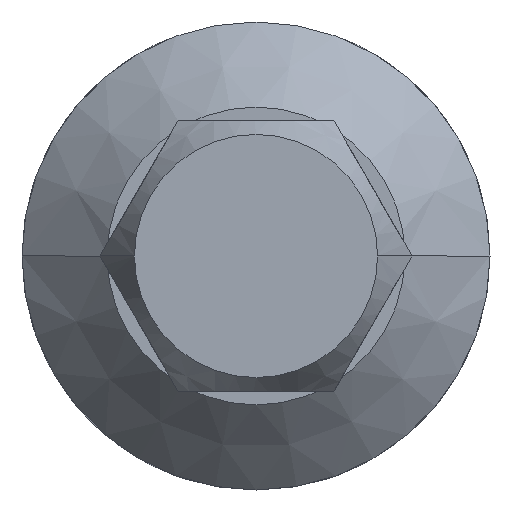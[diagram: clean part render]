
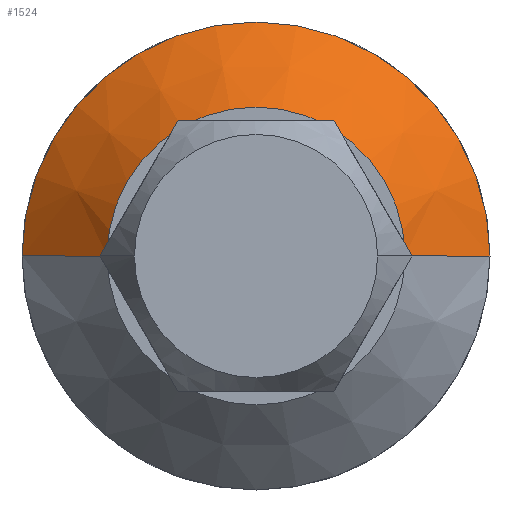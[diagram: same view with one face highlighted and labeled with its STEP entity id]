
A CAD part, front view. The second image highlights one B-rep face of the part: STEP entity #1524.
In plain terms, the highlighted conical face has half-angle 45 degrees and reference radius 3.5 mm.
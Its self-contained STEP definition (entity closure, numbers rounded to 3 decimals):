
#20 = AXIS2_PLACEMENT_3D ( 'NONE', #3115, #2107, #993 ) ;
#69 = CARTESIAN_POINT ( 'NONE',  ( -3.5, 40., 0. ) ) ;
#89 = AXIS2_PLACEMENT_3D ( 'NONE', #892, #1230, #301 ) ;
#93 = ORIENTED_EDGE ( 'NONE', *, *, #2115, .T. ) ;
#202 = CIRCLE ( 'NONE', #89, 5.5 ) ;
#301 = DIRECTION ( 'NONE',  ( 1., 0., 0. ) ) ;
#303 = EDGE_CURVE ( 'NONE', #2666, #3214, #678, .T. ) ;
#367 = VERTEX_POINT ( 'NONE', #2758 ) ;
#580 = FACE_OUTER_BOUND ( 'NONE', #2070, .T. ) ;
#678 = LINE ( 'NONE', #69, #2101 ) ;
#876 = VECTOR ( 'NONE', #3366, 1000. ) ;
#892 = CARTESIAN_POINT ( 'NONE',  ( 0., 42., 0. ) ) ;
#993 = DIRECTION ( 'NONE',  ( 1., 0., 0. ) ) ;
#1230 = DIRECTION ( 'NONE',  ( 0., 1., 0. ) ) ;
#1455 = LINE ( 'NONE', #1554, #876 ) ;
#1524 = ADVANCED_FACE ( 'NONE', ( #580 ), #3326, .T. ) ;
#1554 = CARTESIAN_POINT ( 'NONE',  ( 3.5, 40., 0. ) ) ;
#1621 = VERTEX_POINT ( 'NONE', #3268 ) ;
#1686 = EDGE_CURVE ( 'NONE', #3214, #1621, #202, .T. ) ;
#1710 = DIRECTION ( 'NONE',  ( -1., 0., 0. ) ) ;
#1888 = CARTESIAN_POINT ( 'NONE',  ( -3.5, 40., 0. ) ) ;
#1994 = AXIS2_PLACEMENT_3D ( 'NONE', #2011, #3514, #1710 ) ;
#2011 = CARTESIAN_POINT ( 'NONE',  ( 0., 40., 0. ) ) ;
#2038 = ORIENTED_EDGE ( 'NONE', *, *, #303, .F. ) ;
#2070 = EDGE_LOOP ( 'NONE', ( #3121, #93, #3482, #2038 ) ) ;
#2101 = VECTOR ( 'NONE', #3379, 1000. ) ;
#2107 = DIRECTION ( 'NONE',  ( 0., -1., 0. ) ) ;
#2115 = EDGE_CURVE ( 'NONE', #367, #1621, #1455, .T. ) ;
#2666 = VERTEX_POINT ( 'NONE', #1888 ) ;
#2758 = CARTESIAN_POINT ( 'NONE',  ( 3.5, 40., 0. ) ) ;
#3003 = CIRCLE ( 'NONE', #20, 3.5 ) ;
#3115 = CARTESIAN_POINT ( 'NONE',  ( 0., 40., 0. ) ) ;
#3121 = ORIENTED_EDGE ( 'NONE', *, *, #3194, .F. ) ;
#3194 = EDGE_CURVE ( 'NONE', #367, #2666, #3003, .T. ) ;
#3214 = VERTEX_POINT ( 'NONE', #3914 ) ;
#3268 = CARTESIAN_POINT ( 'NONE',  ( 5.5, 42., 0. ) ) ;
#3326 = CONICAL_SURFACE ( 'NONE', #1994, 3.5, 0.785 ) ;
#3366 = DIRECTION ( 'NONE',  ( 0.707, 0.707, 0. ) ) ;
#3379 = DIRECTION ( 'NONE',  ( -0.707, 0.707, 0. ) ) ;
#3482 = ORIENTED_EDGE ( 'NONE', *, *, #1686, .F. ) ;
#3514 = DIRECTION ( 'NONE',  ( 0., 1., 0. ) ) ;
#3914 = CARTESIAN_POINT ( 'NONE',  ( -5.5, 42., 0. ) ) ;
